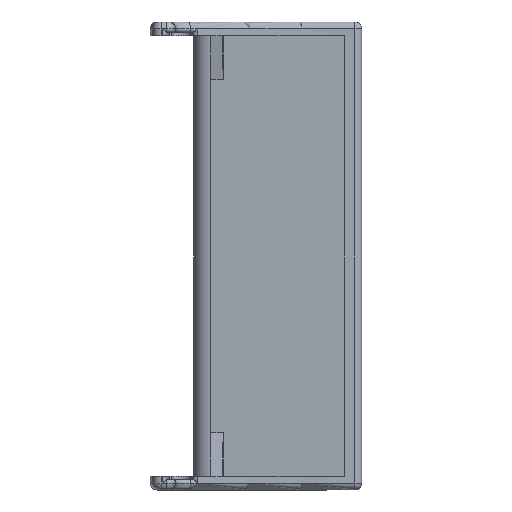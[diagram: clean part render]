
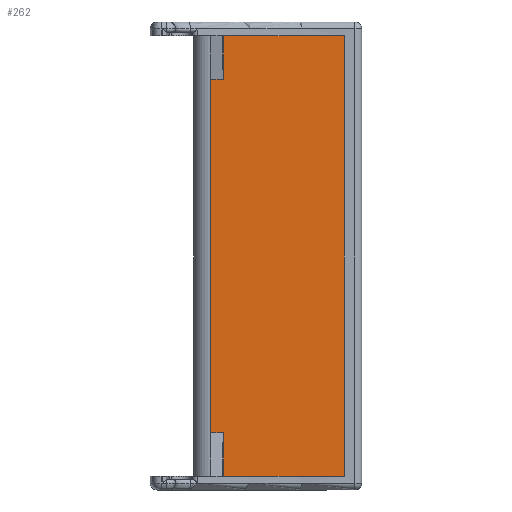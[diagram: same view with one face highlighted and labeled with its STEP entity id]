
A CAD part, front view. The second image highlights one B-rep face of the part: STEP entity #262.
In plain terms, the highlighted planar face has unit normal (0, -1, 0).
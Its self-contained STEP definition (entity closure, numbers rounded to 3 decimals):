
#38 = ORIENTED_EDGE ( 'NONE', *, *, #1229, .T. ) ;
#41 = EDGE_CURVE ( 'NONE', #1211, #1696, #2694, .T. ) ;
#112 = DIRECTION ( 'NONE',  ( -1., 0., 0. ) ) ;
#123 = EDGE_CURVE ( 'NONE', #2670, #3045, #2263, .T. ) ;
#130 = CARTESIAN_POINT ( 'NONE',  ( 2.4, -0.963, -25.4 ) ) ;
#152 = VECTOR ( 'NONE', #112, 1000. ) ;
#175 = ORIENTED_EDGE ( 'NONE', *, *, #1293, .F. ) ;
#262 = ADVANCED_FACE ( 'NONE', ( #3161 ), #652, .F. ) ;
#267 = VECTOR ( 'NONE', #2616, 1000. ) ;
#273 = DIRECTION ( 'NONE',  ( 0., 0., 1. ) ) ;
#301 = CARTESIAN_POINT ( 'NONE',  ( 9.4, -0.963, -25.45 ) ) ;
#338 = CARTESIAN_POINT ( 'NONE',  ( 1.701, -0.963, -2.5 ) ) ;
#410 = CARTESIAN_POINT ( 'NONE',  ( 9.4, -0.963, -25.45 ) ) ;
#551 = CARTESIAN_POINT ( 'NONE',  ( 2.4, -0.963, -22.9 ) ) ;
#613 = VERTEX_POINT ( 'NONE', #338 ) ;
#621 = ORIENTED_EDGE ( 'NONE', *, *, #41, .T. ) ;
#622 = VECTOR ( 'NONE', #1215, 1000. ) ;
#652 = PLANE ( 'NONE',  #921 ) ;
#774 = ORIENTED_EDGE ( 'NONE', *, *, #2860, .F. ) ;
#808 = VERTEX_POINT ( 'NONE', #1942 ) ;
#830 = DIRECTION ( 'NONE',  ( 0., 0., 1. ) ) ;
#847 = ORIENTED_EDGE ( 'NONE', *, *, #2507, .F. ) ;
#921 = AXIS2_PLACEMENT_3D ( 'NONE', #410, #2189, #1902 ) ;
#933 = VECTOR ( 'NONE', #273, 1000. ) ;
#944 = VECTOR ( 'NONE', #3108, 1000. ) ;
#998 = LINE ( 'NONE', #2980, #933 ) ;
#1004 = LINE ( 'NONE', #1410, #3190 ) ;
#1117 = CARTESIAN_POINT ( 'NONE',  ( 2.4, -0.963, -2.5 ) ) ;
#1149 = CARTESIAN_POINT ( 'NONE',  ( 9.4, -0.963, -25.4 ) ) ;
#1183 = ORIENTED_EDGE ( 'NONE', *, *, #123, .T. ) ;
#1184 = CARTESIAN_POINT ( 'NONE',  ( 9.4, -0.963, 0. ) ) ;
#1211 = VERTEX_POINT ( 'NONE', #1149 ) ;
#1215 = DIRECTION ( 'NONE',  ( -1., 0., 0. ) ) ;
#1229 = EDGE_CURVE ( 'NONE', #1580, #613, #2105, .T. ) ;
#1293 = EDGE_CURVE ( 'NONE', #2514, #613, #1004, .T. ) ;
#1354 = LINE ( 'NONE', #1184, #2600 ) ;
#1410 = CARTESIAN_POINT ( 'NONE',  ( 1.701, -0.963, -25.45 ) ) ;
#1446 = DIRECTION ( 'NONE',  ( -1., 0., 0. ) ) ;
#1464 = EDGE_LOOP ( 'NONE', ( #175, #2273, #1183, #774, #621, #1815, #847, #38 ) ) ;
#1580 = VERTEX_POINT ( 'NONE', #1837 ) ;
#1584 = CARTESIAN_POINT ( 'NONE',  ( 2.4, -0.963, -22.9 ) ) ;
#1618 = EDGE_CURVE ( 'NONE', #2670, #2514, #2801, .T. ) ;
#1696 = VERTEX_POINT ( 'NONE', #1892 ) ;
#1815 = ORIENTED_EDGE ( 'NONE', *, *, #2442, .T. ) ;
#1837 = CARTESIAN_POINT ( 'NONE',  ( 2.4, -0.963, -2.5 ) ) ;
#1892 = CARTESIAN_POINT ( 'NONE',  ( 9.4, -0.963, 0. ) ) ;
#1902 = DIRECTION ( 'NONE',  ( -1., 0., 0. ) ) ;
#1942 = CARTESIAN_POINT ( 'NONE',  ( 2.4, -0.963, 0. ) ) ;
#2105 = LINE ( 'NONE', #1117, #152 ) ;
#2189 = DIRECTION ( 'NONE',  ( 0., 1., 0. ) ) ;
#2243 = CARTESIAN_POINT ( 'NONE',  ( 1.701, -0.963, -22.9 ) ) ;
#2263 = LINE ( 'NONE', #130, #944 ) ;
#2273 = ORIENTED_EDGE ( 'NONE', *, *, #1618, .F. ) ;
#2320 = CARTESIAN_POINT ( 'NONE',  ( 2.4, -0.963, -25.4 ) ) ;
#2436 = CARTESIAN_POINT ( 'NONE',  ( 9.4, -0.963, -25.4 ) ) ;
#2442 = EDGE_CURVE ( 'NONE', #1696, #808, #1354, .T. ) ;
#2507 = EDGE_CURVE ( 'NONE', #1580, #808, #998, .T. ) ;
#2514 = VERTEX_POINT ( 'NONE', #2243 ) ;
#2517 = LINE ( 'NONE', #2436, #622 ) ;
#2600 = VECTOR ( 'NONE', #1446, 1000. ) ;
#2611 = VECTOR ( 'NONE', #830, 1000. ) ;
#2616 = DIRECTION ( 'NONE',  ( -1., 0., 0. ) ) ;
#2670 = VERTEX_POINT ( 'NONE', #551 ) ;
#2694 = LINE ( 'NONE', #301, #2611 ) ;
#2801 = LINE ( 'NONE', #1584, #267 ) ;
#2860 = EDGE_CURVE ( 'NONE', #1211, #3045, #2517, .T. ) ;
#2980 = CARTESIAN_POINT ( 'NONE',  ( 2.4, -0.963, 0. ) ) ;
#3045 = VERTEX_POINT ( 'NONE', #2320 ) ;
#3108 = DIRECTION ( 'NONE',  ( 0., 0., -1. ) ) ;
#3161 = FACE_OUTER_BOUND ( 'NONE', #1464, .T. ) ;
#3168 = DIRECTION ( 'NONE',  ( 0., 0., 1. ) ) ;
#3190 = VECTOR ( 'NONE', #3168, 1000. ) ;
